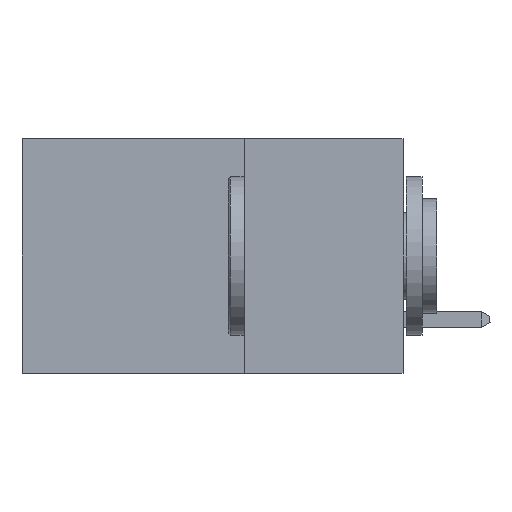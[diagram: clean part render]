
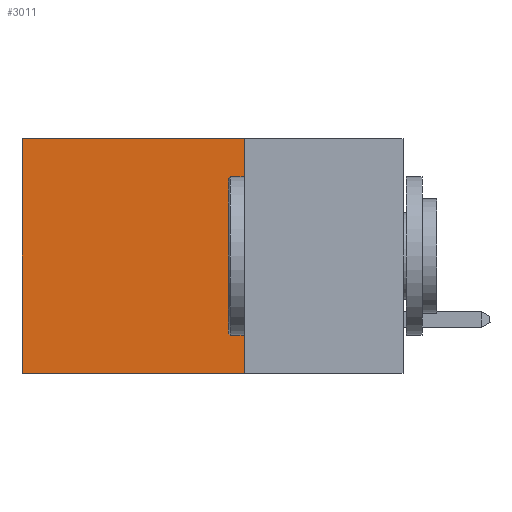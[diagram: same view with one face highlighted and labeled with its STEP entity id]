
A CAD part, left-side view. The second image highlights one B-rep face of the part: STEP entity #3011.
In plain terms, the highlighted planar face has unit normal (-1, 0, 0).
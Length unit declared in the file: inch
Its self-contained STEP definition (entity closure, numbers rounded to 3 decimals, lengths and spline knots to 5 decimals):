
#219 = CARTESIAN_POINT ( 'NONE',  ( 0.2875, 0.25, -0.37 ) ) ;
#451 = PLANE ( 'NONE',  #2815 ) ;
#629 = DIRECTION ( 'NONE',  ( 0., 0., -1. ) ) ;
#1881 = VECTOR ( 'NONE', #2587, 39.37008 ) ;
#1920 = FACE_OUTER_BOUND ( 'NONE', #14722, .T. ) ;
#2149 = CARTESIAN_POINT ( 'NONE',  ( 0.2875, 0.6, 0. ) ) ;
#2587 = DIRECTION ( 'NONE',  ( 0., 0., -1. ) ) ;
#2815 = AXIS2_PLACEMENT_3D ( 'NONE', #3595, #6646, #629 ) ;
#3011 = ADVANCED_FACE ( 'NONE', ( #1920 ), #451, .F. ) ;
#3345 = EDGE_CURVE ( 'NONE', #11720, #6026, #17701, .T. ) ;
#3595 = CARTESIAN_POINT ( 'NONE',  ( 0.2875, 0.25, 0. ) ) ;
#3796 = EDGE_CURVE ( 'NONE', #11720, #14279, #17682, .T. ) ;
#4318 = EDGE_CURVE ( 'NONE', #6026, #11889, #16325, .T. ) ;
#5854 = DIRECTION ( 'NONE',  ( 0., 1., 0. ) ) ;
#6026 = VERTEX_POINT ( 'NONE', #16036 ) ;
#6158 = CARTESIAN_POINT ( 'NONE',  ( 0.2875, 0.25, 0. ) ) ;
#6401 = ORIENTED_EDGE ( 'NONE', *, *, #3796, .F. ) ;
#6646 = DIRECTION ( 'NONE',  ( 1., 0., 0. ) ) ;
#6869 = ORIENTED_EDGE ( 'NONE', *, *, #3345, .T. ) ;
#9169 = EDGE_CURVE ( 'NONE', #14279, #11889, #13598, .T. ) ;
#10258 = VECTOR ( 'NONE', #5854, 39.37008 ) ;
#11426 = DIRECTION ( 'NONE',  ( 0., 1., 0. ) ) ;
#11553 = CARTESIAN_POINT ( 'NONE',  ( 0.2875, 0.25, 0. ) ) ;
#11720 = VERTEX_POINT ( 'NONE', #6158 ) ;
#11889 = VERTEX_POINT ( 'NONE', #11971 ) ;
#11971 = CARTESIAN_POINT ( 'NONE',  ( 0.2875, 0.6, -0.37 ) ) ;
#12603 = VECTOR ( 'NONE', #18000, 39.37008 ) ;
#12747 = CARTESIAN_POINT ( 'NONE',  ( 0.2875, 0.25, 0. ) ) ;
#13442 = ORIENTED_EDGE ( 'NONE', *, *, #4318, .T. ) ;
#13598 = LINE ( 'NONE', #14192, #16025 ) ;
#14192 = CARTESIAN_POINT ( 'NONE',  ( 0.2875, 0.25, -0.37 ) ) ;
#14279 = VERTEX_POINT ( 'NONE', #219 ) ;
#14722 = EDGE_LOOP ( 'NONE', ( #13442, #18077, #6401, #6869 ) ) ;
#16025 = VECTOR ( 'NONE', #11426, 39.37008 ) ;
#16036 = CARTESIAN_POINT ( 'NONE',  ( 0.2875, 0.6, 0. ) ) ;
#16325 = LINE ( 'NONE', #2149, #12603 ) ;
#17682 = LINE ( 'NONE', #12747, #1881 ) ;
#17701 = LINE ( 'NONE', #11553, #10258 ) ;
#18000 = DIRECTION ( 'NONE',  ( 0., 0., -1. ) ) ;
#18077 = ORIENTED_EDGE ( 'NONE', *, *, #9169, .F. ) ;
